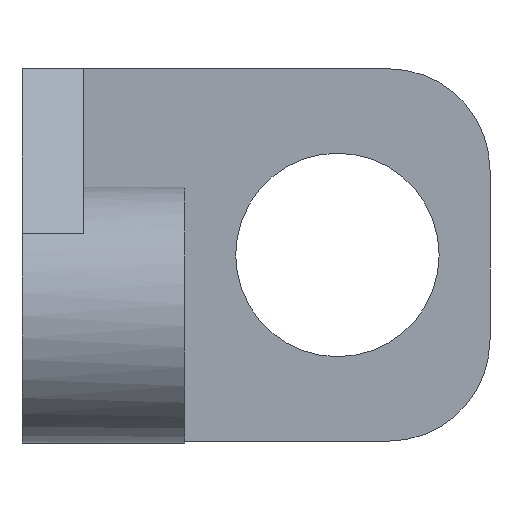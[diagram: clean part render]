
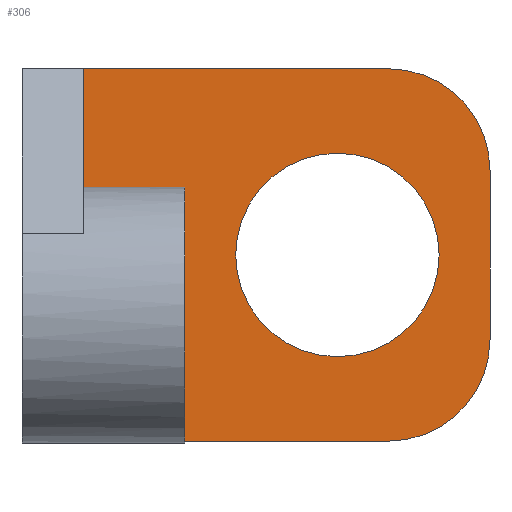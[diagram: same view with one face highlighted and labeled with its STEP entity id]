
A CAD part, left-side view. The second image highlights one B-rep face of the part: STEP entity #306.
In plain terms, the highlighted planar face has unit normal (-1, 0, 0).
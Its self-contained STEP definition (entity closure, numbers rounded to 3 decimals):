
#17=FACE_BOUND('',#56,.T.);
#24=PLANE('',#344);
#37=FACE_OUTER_BOUND('',#55,.T.);
#55=EDGE_LOOP('',(#238,#239,#240,#241,#242,#243,#244,#245));
#56=EDGE_LOOP('',(#246));
#73=LINE('',#463,#102);
#79=LINE('',#485,#108);
#82=LINE('',#495,#111);
#83=LINE('',#497,#112);
#84=LINE('',#498,#113);
#85=LINE('',#499,#114);
#102=VECTOR('',#373,10.);
#108=VECTOR('',#395,10.);
#111=VECTOR('',#404,10.);
#112=VECTOR('',#405,10.);
#113=VECTOR('',#406,10.);
#114=VECTOR('',#407,10.);
#128=CIRCLE('',#332,5.);
#131=CIRCLE('',#338,5.);
#132=CIRCLE('',#340,5.);
#142=VERTEX_POINT('',#453);
#143=VERTEX_POINT('',#455);
#145=VERTEX_POINT('',#461);
#150=VERTEX_POINT('',#475);
#151=VERTEX_POINT('',#479);
#152=VERTEX_POINT('',#483);
#153=VERTEX_POINT('',#484);
#157=VERTEX_POINT('',#494);
#158=VERTEX_POINT('',#496);
#170=EDGE_CURVE('',#142,#143,#128,.T.);
#174=EDGE_CURVE('',#145,#142,#73,.T.);
#180=EDGE_CURVE('',#150,#145,#131,.T.);
#182=EDGE_CURVE('',#151,#151,#132,.T.);
#184=EDGE_CURVE('',#152,#153,#79,.T.);
#189=EDGE_CURVE('',#150,#157,#82,.T.);
#190=EDGE_CURVE('',#158,#157,#83,.T.);
#191=EDGE_CURVE('',#153,#158,#84,.T.);
#192=EDGE_CURVE('',#152,#143,#85,.T.);
#238=ORIENTED_EDGE('',*,*,#170,.F.);
#239=ORIENTED_EDGE('',*,*,#174,.F.);
#240=ORIENTED_EDGE('',*,*,#180,.F.);
#241=ORIENTED_EDGE('',*,*,#189,.T.);
#242=ORIENTED_EDGE('',*,*,#190,.F.);
#243=ORIENTED_EDGE('',*,*,#191,.F.);
#244=ORIENTED_EDGE('',*,*,#184,.F.);
#245=ORIENTED_EDGE('',*,*,#192,.T.);
#246=ORIENTED_EDGE('',*,*,#182,.T.);
#306=ADVANCED_FACE('',(#37,#17),#24,.T.);
#332=AXIS2_PLACEMENT_3D('',#456,#366,#367);
#338=AXIS2_PLACEMENT_3D('',#476,#385,#386);
#340=AXIS2_PLACEMENT_3D('',#480,#390,#391);
#344=AXIS2_PLACEMENT_3D('',#493,#402,#403);
#366=DIRECTION('center_axis',(1.,0.,0.));
#367=DIRECTION('ref_axis',(0.,-0.707,-0.707));
#373=DIRECTION('',(0.,0.,-1.));
#385=DIRECTION('center_axis',(1.,0.,0.));
#386=DIRECTION('ref_axis',(0.,-0.707,0.707));
#390=DIRECTION('center_axis',(1.,0.,0.));
#391=DIRECTION('ref_axis',(0.,0.,1.));
#395=DIRECTION('',(0.,0.,1.));
#402=DIRECTION('center_axis',(-1.,0.,0.));
#403=DIRECTION('ref_axis',(0.,0.,1.));
#404=DIRECTION('',(0.,1.,0.));
#405=DIRECTION('',(0.,0.,1.));
#406=DIRECTION('',(0.,1.,0.));
#407=DIRECTION('',(0.,-1.,0.));
#453=CARTESIAN_POINT('',(-42.573,-112.3,58.5));
#455=CARTESIAN_POINT('',(-42.573,-107.3,53.5));
#456=CARTESIAN_POINT('Origin',(-42.573,-107.3,58.5));
#461=CARTESIAN_POINT('',(-42.573,-112.3,66.798));
#463=CARTESIAN_POINT('',(-42.573,-112.3,65.871));
#475=CARTESIAN_POINT('',(-42.573,-107.3,71.798));
#476=CARTESIAN_POINT('Origin',(-42.573,-107.3,66.798));
#479=CARTESIAN_POINT('',(-42.573,-104.8,57.649));
#480=CARTESIAN_POINT('Origin',(-42.573,-104.8,62.649));
#483=CARTESIAN_POINT('',(-42.573,-97.3,53.5));
#484=CARTESIAN_POINT('',(-42.573,-97.3,65.871));
#485=CARTESIAN_POINT('',(-42.573,-97.3,65.742));
#493=CARTESIAN_POINT('Origin',(-42.573,-97.3,65.871));
#494=CARTESIAN_POINT('',(-42.573,-92.3,71.798));
#495=CARTESIAN_POINT('',(-42.573,-97.3,71.798));
#496=CARTESIAN_POINT('',(-42.573,-92.3,65.871));
#497=CARTESIAN_POINT('',(-42.573,-92.3,43.885));
#498=CARTESIAN_POINT('',(-42.573,-94.8,65.871));
#499=CARTESIAN_POINT('',(-42.573,-97.3,53.5));
